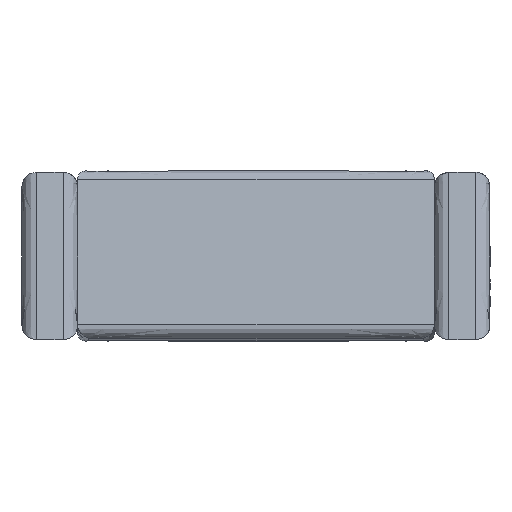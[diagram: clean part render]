
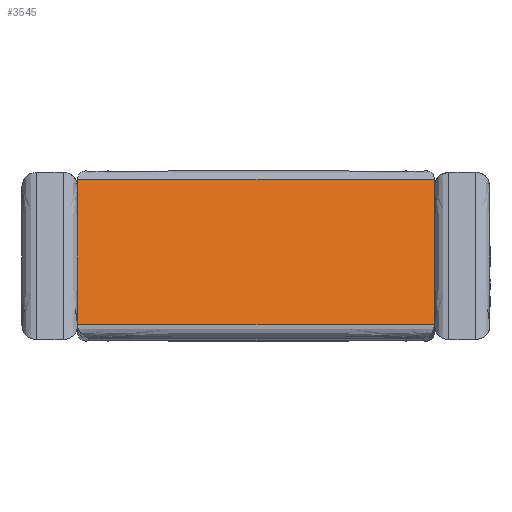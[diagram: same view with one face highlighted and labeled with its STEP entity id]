
A CAD part, left-side view. The second image highlights one B-rep face of the part: STEP entity #3545.
In plain terms, the highlighted free-form (B-spline) face has degree [1, 1] with [2, 2] control points.
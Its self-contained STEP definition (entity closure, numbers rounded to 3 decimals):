
#3294 = VERTEX_POINT('',#3295);
#3295 = CARTESIAN_POINT('',(-214.565,0.,-749.631));
#3333 = VERTEX_POINT('',#3334);
#3334 = CARTESIAN_POINT('',(-214.565,-470.615,
    -749.631));
#3355 = EDGE_CURVE('',#3333,#3294,#3356,.T.);
#3356 = B_SPLINE_CURVE_WITH_KNOTS('',1,(#3357,#3358),.UNSPECIFIED.,.F.,
  .F.,(2,2),(-240.,80.),.PIECEWISE_BEZIER_KNOTS.);
#3357 = CARTESIAN_POINT('',(-214.565,-470.615,
    -749.631));
#3358 = CARTESIAN_POINT('',(-214.565,0.,-749.631));
#3386 = VERTEX_POINT('',#3387);
#3387 = CARTESIAN_POINT('',(-169.618,-470.615,
    -557.669));
#3392 = EDGE_CURVE('',#3386,#3333,#3393,.T.);
#3393 = B_SPLINE_CURVE_WITH_KNOTS('',1,(#3394,#3395),.UNSPECIFIED.,.F.,
  .F.,(2,2),(10.,144.057),.PIECEWISE_BEZIER_KNOTS.);
#3394 = CARTESIAN_POINT('',(-169.618,-470.615,
    -557.669));
#3395 = CARTESIAN_POINT('',(-214.565,-470.615,
    -749.631));
#3449 = VERTEX_POINT('',#3450);
#3450 = CARTESIAN_POINT('',(-169.618,0.,-557.669));
#3456 = EDGE_CURVE('',#3449,#3386,#3457,.T.);
#3457 = B_SPLINE_CURVE_WITH_KNOTS('',1,(#3458,#3459),.UNSPECIFIED.,.F.,
  .F.,(2,2),(-80.,240.),.PIECEWISE_BEZIER_KNOTS.);
#3458 = CARTESIAN_POINT('',(-169.618,0.,-557.669));
#3459 = CARTESIAN_POINT('',(-169.618,-470.615,
    -557.669));
#3545 = ADVANCED_FACE('',(#3546),#3556,.T.);
#3546 = FACE_BOUND('',#3547,.T.);
#3547 = EDGE_LOOP('',(#3548,#3549,#3550,#3551));
#3548 = ORIENTED_EDGE('',*,*,#3355,.F.);
#3549 = ORIENTED_EDGE('',*,*,#3392,.F.);
#3550 = ORIENTED_EDGE('',*,*,#3456,.F.);
#3551 = ORIENTED_EDGE('',*,*,#3552,.T.);
#3552 = EDGE_CURVE('',#3449,#3294,#3553,.T.);
#3553 = B_SPLINE_CURVE_WITH_KNOTS('',1,(#3554,#3555),.UNSPECIFIED.,.F.,
  .F.,(2,2),(10.,144.057),.PIECEWISE_BEZIER_KNOTS.);
#3554 = CARTESIAN_POINT('',(-169.618,0.,-557.669));
#3555 = CARTESIAN_POINT('',(-214.565,0.,-749.631));
#3556 = B_SPLINE_SURFACE_WITH_KNOTS('',1,1,(
    (#3557,#3558)
    ,(#3559,#3560
    )),.UNSPECIFIED.,.F.,.F.,.F.,(2,2),(2,2),(10.,144.057),(0.,
    320.),.PIECEWISE_BEZIER_KNOTS.);
#3557 = CARTESIAN_POINT('',(-169.618,0.,-557.669));
#3558 = CARTESIAN_POINT('',(-169.618,-470.615,
    -557.669));
#3559 = CARTESIAN_POINT('',(-214.565,0.,-749.631));
#3560 = CARTESIAN_POINT('',(-214.565,-470.615,
    -749.631));
